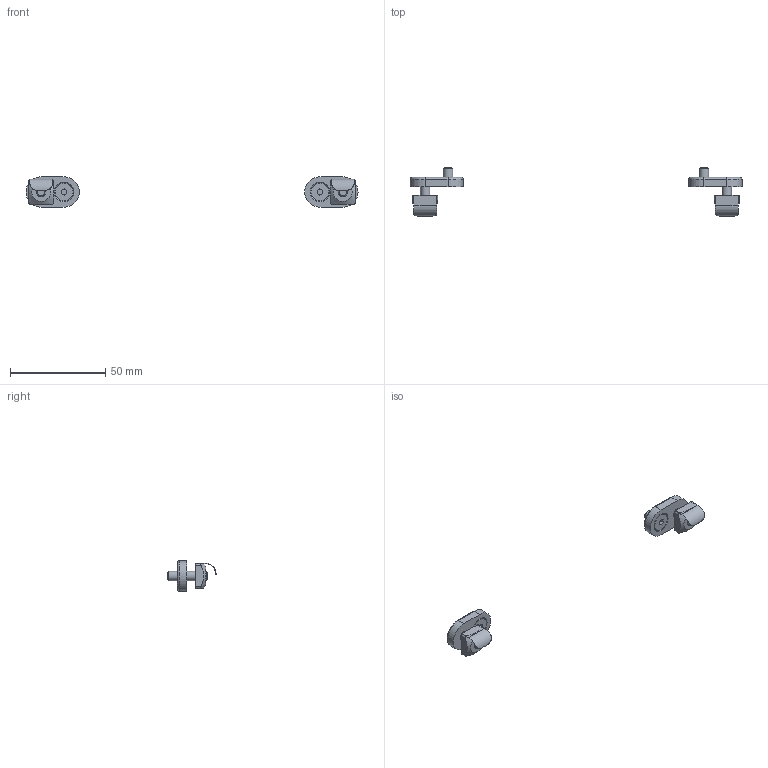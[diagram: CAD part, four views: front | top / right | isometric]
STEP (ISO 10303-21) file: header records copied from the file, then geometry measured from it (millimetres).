
FILE_DESCRIPTION(/* description */ (''),/* implementation_level */ '2;1');
FILE_NAME(/* name */ 'leer-00_Befestigungssatz fr Handgriff AL.step',/* time_stamp */ '2024-08-22T08:56:05+02:00',/* author */ ('MuellerJ'),/* organization */ ('MiniTec GmbH & Co.KG'),/* preprocessor_version */ 'ST-DEVELOPER v19.2',/* originating_system */ 'Autodesk Inventor 2023',/* authorisation */ '');
FILE_SCHEMA (('CONFIG_CONTROL_DESIGN'));
Length unit declared in the file: millimetre
Products named in the file (6): MTW_1-00199616; MTW_1-00199607; MTW_1-00199602; MTW_1-00199605; leer; 21-1351-2FZ.005
Assembly tree (9 placements, depth 3):
  MTW_1-00199616
    MTW_1-00199607
      MTW_1-00199602  x2
      MTW_1-00199605  x2
    leer  x2
    21-1351-2FZ.005  x2
Bounding box: 174.58 x 25.31 x 16 mm (x, y, z)
Volume: 5818 mm3; surface area: 5482 mm2
Topology: 8 solids, 8 shells, 140 faces, 338 edges, 216 vertices
Faces by surface type: plane 74, cylinder 40, cone 18, torus 8
Full cylindrical faces by diameter (mm): 5 x6, 5.4 x4, 9.43 x4, 11.974 x2
Entity records: 2352 total; most frequent: CARTESIAN_POINT 474, DIRECTION 367, ORIENTED_EDGE 334, EDGE_CURVE 167, AXIS2_PLACEMENT_3D 138, VERTEX_POINT 108, LINE 91, VECTOR 91
